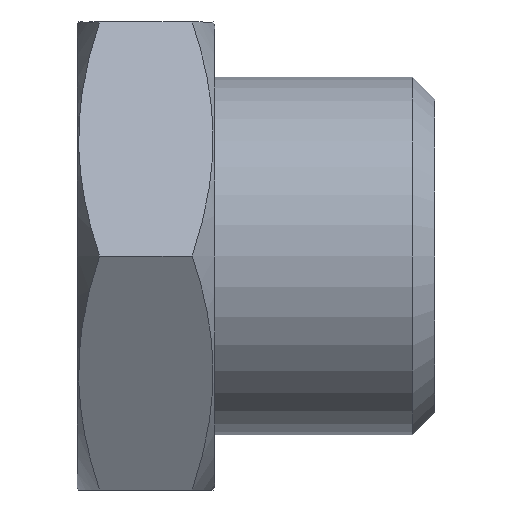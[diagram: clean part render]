
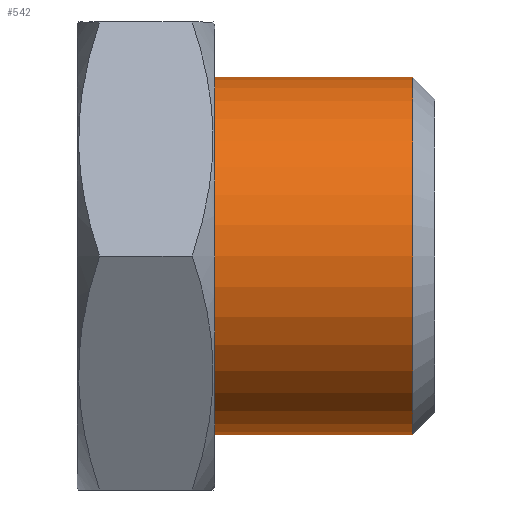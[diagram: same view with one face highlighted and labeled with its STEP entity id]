
A CAD part, left-side view. The second image highlights one B-rep face of the part: STEP entity #542.
In plain terms, the highlighted cylindrical face has radius 6.5 mm (diameter 13 mm), a partial arc.
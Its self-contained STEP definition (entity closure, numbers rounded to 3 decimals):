
#92 = CARTESIAN_POINT ( 'NONE',  ( 0., -5.977, 0. ) ) ;
#93 = AXIS2_PLACEMENT_3D ( 'NONE', #92, #95, #94 ) ;
#94 = DIRECTION ( 'NONE',  ( 0., 0., -1. ) ) ;
#95 = DIRECTION ( 'NONE',  ( 0., -1., 0. ) ) ;
#96 = CYLINDRICAL_SURFACE ( 'NONE', #93, 6.5 ) ;
#104 = VECTOR ( 'NONE', #107, 1000. ) ;
#107 = DIRECTION ( 'NONE',  ( 0., -1., 0. ) ) ;
#109 = CARTESIAN_POINT ( 'NONE',  ( 0., -5.977, 6.5 ) ) ;
#115 = CARTESIAN_POINT ( 'NONE',  ( 0., 8., 6.5 ) ) ;
#119 = LINE ( 'NONE', #109, #104 ) ;
#151 = CARTESIAN_POINT ( 'NONE',  ( 0., 0.8, -6.5 ) ) ;
#275 = CARTESIAN_POINT ( 'NONE',  ( 0., 0.8, 6.5 ) ) ;
#295 = CARTESIAN_POINT ( 'NONE',  ( 0., 8., -6.5 ) ) ;
#335 = CARTESIAN_POINT ( 'NONE',  ( 0., 0.8, 0. ) ) ;
#362 = DIRECTION ( 'NONE',  ( 0., 0., -1. ) ) ;
#363 = DIRECTION ( 'NONE',  ( 0., -1., 0. ) ) ;
#364 = AXIS2_PLACEMENT_3D ( 'NONE', #335, #363, #362 ) ;
#365 = CIRCLE ( 'NONE', #364, 6.5 ) ;
#374 = LINE ( 'NONE', #384, #383 ) ;
#382 = DIRECTION ( 'NONE',  ( 0., -1., 0. ) ) ;
#383 = VECTOR ( 'NONE', #382, 1000. ) ;
#384 = CARTESIAN_POINT ( 'NONE',  ( 0., -5.977, -6.5 ) ) ;
#541 = EDGE_CURVE ( 'NONE', #545, #618, #813, .T. ) ;
#542 = ADVANCED_FACE ( 'NONE', ( #819 ), #96, .T. ) ;
#545 = VERTEX_POINT ( 'NONE', #115 ) ;
#546 = EDGE_CURVE ( 'NONE', #545, #638, #119, .T. ) ;
#554 = VERTEX_POINT ( 'NONE', #151 ) ;
#590 = EDGE_LOOP ( 'NONE', ( #591, #692, #693, #694 ) ) ;
#591 = ORIENTED_EDGE ( 'NONE', *, *, #546, .F. ) ;
#618 = VERTEX_POINT ( 'NONE', #295 ) ;
#638 = VERTEX_POINT ( 'NONE', #275 ) ;
#664 = EDGE_CURVE ( 'NONE', #638, #554, #365, .T. ) ;
#692 = ORIENTED_EDGE ( 'NONE', *, *, #541, .T. ) ;
#693 = ORIENTED_EDGE ( 'NONE', *, *, #695, .T. ) ;
#694 = ORIENTED_EDGE ( 'NONE', *, *, #664, .F. ) ;
#695 = EDGE_CURVE ( 'NONE', #618, #554, #374, .T. ) ;
#813 = CIRCLE ( 'NONE', #818, 6.5 ) ;
#815 = DIRECTION ( 'NONE',  ( 0., 0., -1. ) ) ;
#816 = DIRECTION ( 'NONE',  ( 0., -1., 0. ) ) ;
#817 = CARTESIAN_POINT ( 'NONE',  ( 0., 8., 0. ) ) ;
#818 = AXIS2_PLACEMENT_3D ( 'NONE', #817, #816, #815 ) ;
#819 = FACE_OUTER_BOUND ( 'NONE', #590, .T. ) ;
